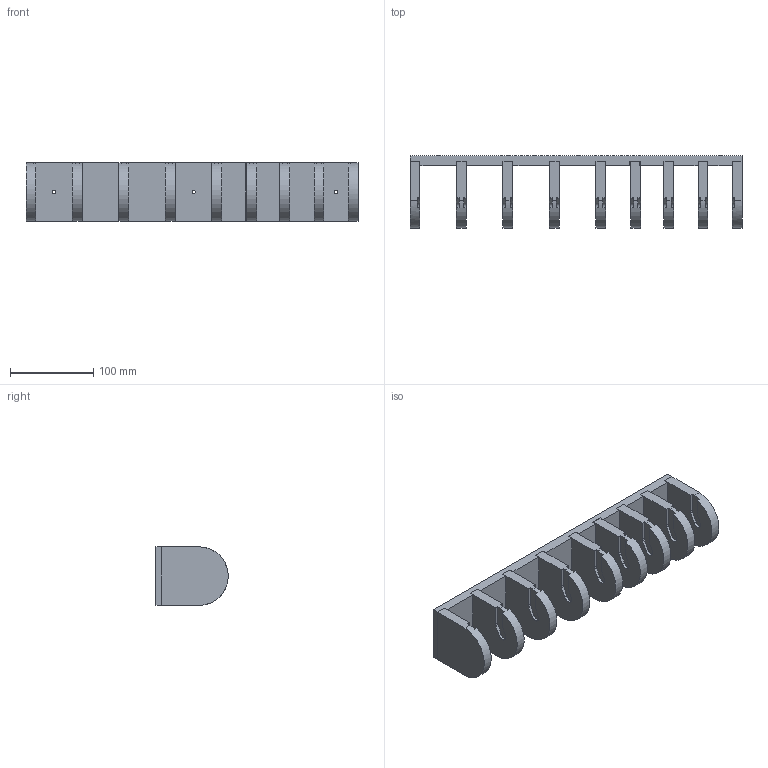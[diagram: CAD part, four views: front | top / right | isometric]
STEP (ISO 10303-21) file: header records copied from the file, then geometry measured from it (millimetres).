
FILE_DESCRIPTION(/* description */ (''),/* implementation_level */ '2;1');
FILE_NAME(/* name */ 'NEW AND IMPROVED Spool Holder x8 v3.step',/* time_stamp */ '2018-06-06T17:37:42+10:00',/* author */ ('noggin011'),/* organization */ (''),/* preprocessor_version */ 'ST-DEVELOPER v17',/* originating_system */ 'Autodesk Translation Framework v7.1.0.215',/* authorisation */ '');
FILE_SCHEMA (('AUTOMOTIVE_DESIGN { 1 0 10303 214 3 1 1 }'));
Length unit declared in the file: millimetre
Products named in the file (5): NEW AND IMPROVED Spool Holder x8; Backing Board; LEFT END; RIGHT END; Center
Assembly tree (10 placements, depth 2):
  NEW AND IMPROVED Spool Holder x8
    Backing Board
    LEFT END
    Center  x7
    RIGHT END
Bounding box: 400 x 87.13 x 70 mm (x, y, z)
Volume: 820455.2 mm3; surface area: 196713.8 mm2
Topology: 10 solids, 10 shells, 223 faces, 609 edges, 406 vertices
Faces by surface type: plane 163, cylinder 60
Full cylindrical faces by diameter (mm): 4 x3
Entity records: 3088 total; most frequent: CARTESIAN_POINT 522, DIRECTION 503, ORIENTED_EDGE 498, EDGE_CURVE 249, LINE 209, VECTOR 209, VERTEX_POINT 166, AXIS2_PLACEMENT_3D 147
